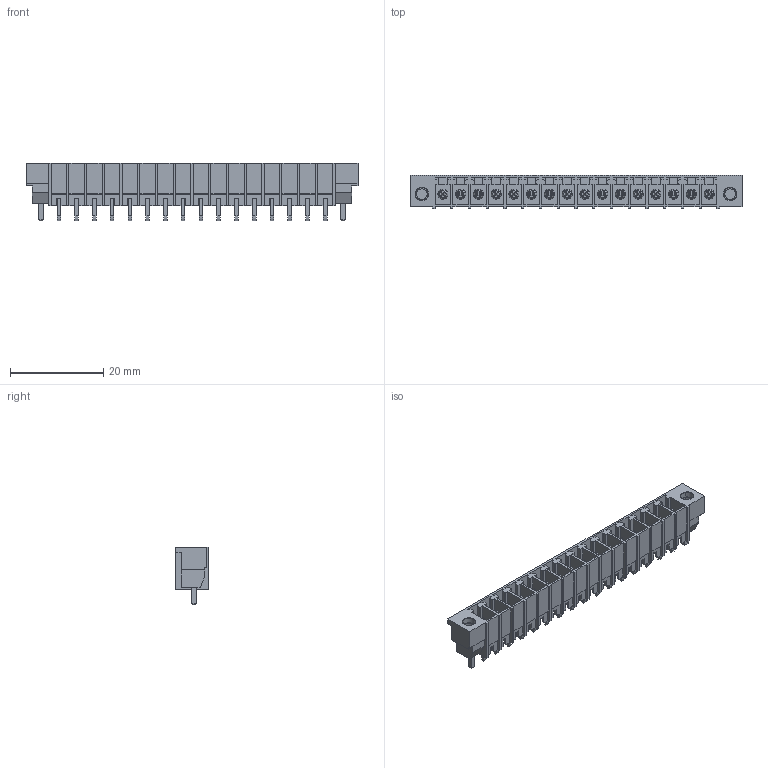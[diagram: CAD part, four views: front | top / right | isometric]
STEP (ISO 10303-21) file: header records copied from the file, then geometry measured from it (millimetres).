
FILE_DESCRIPTION(('CATIA V5 STEP Exchange','CAx-IF Rec.Pracs.--- Model Styling and Organization---1.2---2011-12-15'),'2;1');
FILE_NAME ('D1457707_0', '2018-10-16T09:42:40+00:00', ('none'), ('Weidmueller'), 'CATIA Version 5-6 Release 2014', 'CATIA V5 STEP AP214', 'none');
FILE_SCHEMA(('AUTOMOTIVE_DESIGN { 1 0 10303 214 1 1 1 1 }'));
Length unit declared in the file: millimetre
Products named in the file (1): 1863480000
Bounding box: 71.25 x 7.07 x 12.4 mm (x, y, z)
Volume: 1898.4 mm3; surface area: 6103.8 mm2
Topology: 19 solids, 19 shells, 1136 faces, 3218 edges, 2172 vertices
Faces by surface type: plane 902, cylinder 166, cone 36, torus 32
Entity records: 33557 total; most frequent: ORIENTED_EDGE 6436, CARTESIAN_POINT 6179, DIRECTION 4334, EDGE_CURVE 3218, VECTOR 2750, LINE 2750, VERTEX_POINT 2172, EDGE_LOOP 1220
